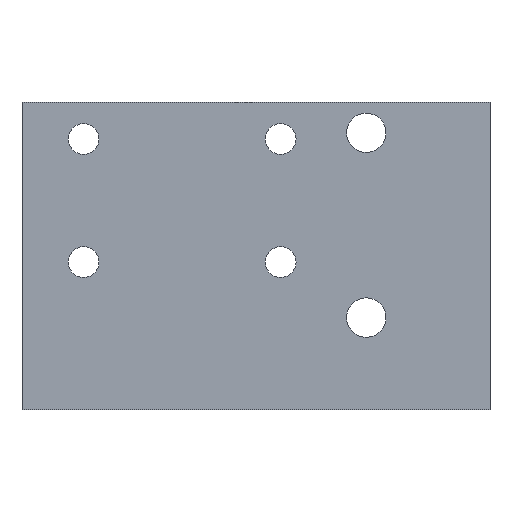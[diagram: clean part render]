
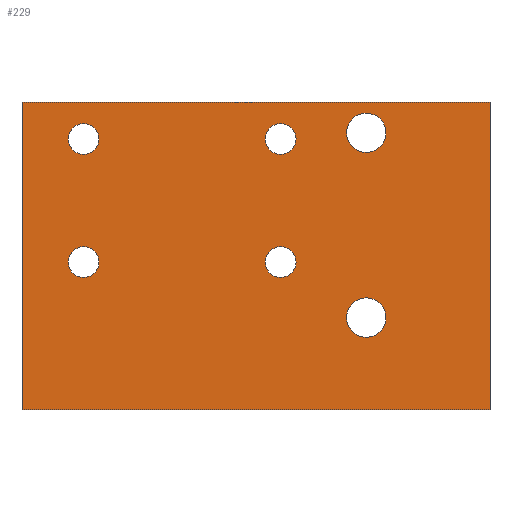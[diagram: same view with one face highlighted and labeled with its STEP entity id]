
A CAD part, front view. The second image highlights one B-rep face of the part: STEP entity #229.
In plain terms, the highlighted planar face has unit normal (0, -1, 0).
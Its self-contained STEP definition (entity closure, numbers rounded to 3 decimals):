
#2 = ORIENTED_EDGE ( 'NONE', *, *, #561, .F. ) ;
#3 = EDGE_CURVE ( 'NONE', #605, #537, #315, .T. ) ;
#7 = CARTESIAN_POINT ( 'NONE',  ( -14., 0., -0.5 ) ) ;
#20 = FACE_BOUND ( 'NONE', #259, .T. ) ;
#25 = ORIENTED_EDGE ( 'NONE', *, *, #330, .F. ) ;
#26 = FACE_BOUND ( 'NONE', #466, .T. ) ;
#30 = VERTEX_POINT ( 'NONE', #484 ) ;
#32 = CIRCLE ( 'NONE', #207, 1.6 ) ;
#34 = VECTOR ( 'NONE', #220, 1000. ) ;
#40 = EDGE_CURVE ( 'NONE', #310, #30, #332, .T. ) ;
#41 = AXIS2_PLACEMENT_3D ( 'NONE', #402, #313, #164 ) ;
#43 = CARTESIAN_POINT ( 'NONE',  ( 2., 0., 0.75 ) ) ;
#49 = CARTESIAN_POINT ( 'NONE',  ( 8.95, 0., -5. ) ) ;
#56 = EDGE_CURVE ( 'NONE', #231, #77, #417, .T. ) ;
#68 = CARTESIAN_POINT ( 'NONE',  ( -19., 0., -12.5 ) ) ;
#77 = VERTEX_POINT ( 'NONE', #104 ) ;
#79 = ORIENTED_EDGE ( 'NONE', *, *, #305, .F. ) ;
#81 = VERTEX_POINT ( 'NONE', #431 ) ;
#82 = CARTESIAN_POINT ( 'NONE',  ( 8.95, 0., -6.6 ) ) ;
#83 = EDGE_CURVE ( 'NONE', #537, #605, #32, .T. ) ;
#84 = DIRECTION ( 'NONE',  ( -1., 0., 0. ) ) ;
#88 = DIRECTION ( 'NONE',  ( 0., -1., 0. ) ) ;
#93 = EDGE_CURVE ( 'NONE', #77, #231, #148, .T. ) ;
#101 = DIRECTION ( 'NONE',  ( 0., 0., -1. ) ) ;
#102 = AXIS2_PLACEMENT_3D ( 'NONE', #391, #238, #370 ) ;
#104 = CARTESIAN_POINT ( 'NONE',  ( -14., 0., 10.75 ) ) ;
#110 = LINE ( 'NONE', #594, #34 ) ;
#129 = ORIENTED_EDGE ( 'NONE', *, *, #3, .F. ) ;
#137 = AXIS2_PLACEMENT_3D ( 'NONE', #376, #387, #145 ) ;
#140 = AXIS2_PLACEMENT_3D ( 'NONE', #386, #303, #487 ) ;
#145 = DIRECTION ( 'NONE',  ( 0., 0., -1. ) ) ;
#148 = CIRCLE ( 'NONE', #137, 1.25 ) ;
#164 = DIRECTION ( 'NONE',  ( 0., 0., -1. ) ) ;
#165 = ORIENTED_EDGE ( 'NONE', *, *, #371, .F. ) ;
#167 = ORIENTED_EDGE ( 'NONE', *, *, #56, .F. ) ;
#169 = EDGE_LOOP ( 'NONE', ( #344, #79 ) ) ;
#175 = DIRECTION ( 'NONE',  ( 0., 0., 1. ) ) ;
#178 = ORIENTED_EDGE ( 'NONE', *, *, #93, .F. ) ;
#181 = AXIS2_PLACEMENT_3D ( 'NONE', #249, #335, #338 ) ;
#186 = CARTESIAN_POINT ( 'NONE',  ( 2., 0., -1.75 ) ) ;
#188 = VERTEX_POINT ( 'NONE', #362 ) ;
#195 = CARTESIAN_POINT ( 'NONE',  ( 8.95, 0., -3.4 ) ) ;
#198 = DIRECTION ( 'NONE',  ( 0., -1., 0. ) ) ;
#204 = DIRECTION ( 'NONE',  ( 0., -1., 0. ) ) ;
#206 = DIRECTION ( 'NONE',  ( 0., -1., 0. ) ) ;
#207 = AXIS2_PLACEMENT_3D ( 'NONE', #531, #204, #329 ) ;
#215 = EDGE_LOOP ( 'NONE', ( #225, #535, #577, #557 ) ) ;
#217 = FACE_BOUND ( 'NONE', #486, .T. ) ;
#220 = DIRECTION ( 'NONE',  ( 1., 0., 0. ) ) ;
#225 = ORIENTED_EDGE ( 'NONE', *, *, #503, .F. ) ;
#229 = ADVANCED_FACE ( 'NONE', ( #20, #397, #493, #599, #217, #26, #562 ), #410, .T. ) ;
#231 = VERTEX_POINT ( 'NONE', #604 ) ;
#232 = CARTESIAN_POINT ( 'NONE',  ( 2., 0., 9.5 ) ) ;
#234 = CARTESIAN_POINT ( 'NONE',  ( 19., 0., -12.5 ) ) ;
#235 = CIRCLE ( 'NONE', #280, 1.25 ) ;
#236 = LINE ( 'NONE', #569, #480 ) ;
#238 = DIRECTION ( 'NONE',  ( 0., -1., 0. ) ) ;
#242 = AXIS2_PLACEMENT_3D ( 'NONE', #444, #206, #558 ) ;
#249 = CARTESIAN_POINT ( 'NONE',  ( -14., 0., 9.5 ) ) ;
#251 = CARTESIAN_POINT ( 'NONE',  ( 8.95, 0., 10. ) ) ;
#259 = EDGE_LOOP ( 'NONE', ( #25, #439 ) ) ;
#260 = CARTESIAN_POINT ( 'NONE',  ( 8.95, 0., 10. ) ) ;
#278 = DIRECTION ( 'NONE',  ( 0., 0., -1. ) ) ;
#280 = AXIS2_PLACEMENT_3D ( 'NONE', #7, #597, #441 ) ;
#284 = CARTESIAN_POINT ( 'NONE',  ( -19., 0., 12.5 ) ) ;
#289 = EDGE_CURVE ( 'NONE', #295, #339, #347, .T. ) ;
#293 = DIRECTION ( 'NONE',  ( 0., -1., 0. ) ) ;
#295 = VERTEX_POINT ( 'NONE', #234 ) ;
#302 = EDGE_LOOP ( 'NONE', ( #167, #178 ) ) ;
#303 = DIRECTION ( 'NONE',  ( 0., -1., 0. ) ) ;
#305 = EDGE_CURVE ( 'NONE', #593, #469, #519, .T. ) ;
#308 = DIRECTION ( 'NONE',  ( 0., -1., 0. ) ) ;
#310 = VERTEX_POINT ( 'NONE', #507 ) ;
#313 = DIRECTION ( 'NONE',  ( 0., -1., 0. ) ) ;
#315 = CIRCLE ( 'NONE', #379, 1.6 ) ;
#328 = DIRECTION ( 'NONE',  ( 0., -1., 0. ) ) ;
#329 = DIRECTION ( 'NONE',  ( 0., 0., -1. ) ) ;
#330 = EDGE_CURVE ( 'NONE', #30, #310, #606, .T. ) ;
#332 = CIRCLE ( 'NONE', #473, 1.6 ) ;
#335 = DIRECTION ( 'NONE',  ( 0., -1., 0. ) ) ;
#336 = DIRECTION ( 'NONE',  ( 0., 0., -1. ) ) ;
#338 = DIRECTION ( 'NONE',  ( 0., 0., -1. ) ) ;
#339 = VERTEX_POINT ( 'NONE', #68 ) ;
#344 = ORIENTED_EDGE ( 'NONE', *, *, #450, .F. ) ;
#347 = LINE ( 'NONE', #544, #590 ) ;
#358 = EDGE_CURVE ( 'NONE', #504, #81, #495, .T. ) ;
#362 = CARTESIAN_POINT ( 'NONE',  ( 2., 0., 10.75 ) ) ;
#369 = EDGE_CURVE ( 'NONE', #615, #422, #110, .T. ) ;
#370 = DIRECTION ( 'NONE',  ( 0., 0., -1. ) ) ;
#371 = EDGE_CURVE ( 'NONE', #81, #504, #235, .T. ) ;
#374 = CIRCLE ( 'NONE', #406, 1.25 ) ;
#376 = CARTESIAN_POINT ( 'NONE',  ( -14., 0., 9.5 ) ) ;
#379 = AXIS2_PLACEMENT_3D ( 'NONE', #49, #293, #101 ) ;
#381 = CARTESIAN_POINT ( 'NONE',  ( 2., 0., 9.5 ) ) ;
#382 = DIRECTION ( 'NONE',  ( 0., 0., -1. ) ) ;
#386 = CARTESIAN_POINT ( 'NONE',  ( 2., 0., -0.5 ) ) ;
#387 = DIRECTION ( 'NONE',  ( 0., -1., 0. ) ) ;
#390 = CIRCLE ( 'NONE', #617, 1.25 ) ;
#391 = CARTESIAN_POINT ( 'NONE',  ( 2., 0., -0.5 ) ) ;
#397 = FACE_BOUND ( 'NONE', #509, .T. ) ;
#401 = ORIENTED_EDGE ( 'NONE', *, *, #358, .F. ) ;
#402 = CARTESIAN_POINT ( 'NONE',  ( 0., 0., 0. ) ) ;
#406 = AXIS2_PLACEMENT_3D ( 'NONE', #232, #88, #278 ) ;
#410 = PLANE ( 'NONE',  #41 ) ;
#417 = CIRCLE ( 'NONE', #181, 1.25 ) ;
#422 = VERTEX_POINT ( 'NONE', #546 ) ;
#431 = CARTESIAN_POINT ( 'NONE',  ( -14., 0., -1.75 ) ) ;
#432 = DIRECTION ( 'NONE',  ( 0., 0., -1. ) ) ;
#439 = ORIENTED_EDGE ( 'NONE', *, *, #40, .F. ) ;
#440 = CIRCLE ( 'NONE', #102, 1.25 ) ;
#441 = DIRECTION ( 'NONE',  ( 0., 0., -1. ) ) ;
#444 = CARTESIAN_POINT ( 'NONE',  ( -14., 0., -0.5 ) ) ;
#446 = ORIENTED_EDGE ( 'NONE', *, *, #83, .F. ) ;
#450 = EDGE_CURVE ( 'NONE', #469, #593, #440, .T. ) ;
#463 = EDGE_CURVE ( 'NONE', #339, #615, #468, .T. ) ;
#466 = EDGE_LOOP ( 'NONE', ( #511, #2 ) ) ;
#468 = LINE ( 'NONE', #517, #625 ) ;
#469 = VERTEX_POINT ( 'NONE', #186 ) ;
#470 = EDGE_CURVE ( 'NONE', #609, #188, #374, .T. ) ;
#473 = AXIS2_PLACEMENT_3D ( 'NONE', #251, #198, #382 ) ;
#480 = VECTOR ( 'NONE', #573, 1000. ) ;
#484 = CARTESIAN_POINT ( 'NONE',  ( 8.95, 0., 8.4 ) ) ;
#486 = EDGE_LOOP ( 'NONE', ( #165, #401 ) ) ;
#487 = DIRECTION ( 'NONE',  ( 0., 0., -1. ) ) ;
#493 = FACE_BOUND ( 'NONE', #169, .T. ) ;
#495 = CIRCLE ( 'NONE', #242, 1.25 ) ;
#503 = EDGE_CURVE ( 'NONE', #422, #295, #236, .T. ) ;
#504 = VERTEX_POINT ( 'NONE', #619 ) ;
#507 = CARTESIAN_POINT ( 'NONE',  ( 8.95, 0., 11.6 ) ) ;
#509 = EDGE_LOOP ( 'NONE', ( #446, #129 ) ) ;
#511 = ORIENTED_EDGE ( 'NONE', *, *, #470, .F. ) ;
#517 = CARTESIAN_POINT ( 'NONE',  ( -19., 0., 12.5 ) ) ;
#519 = CIRCLE ( 'NONE', #140, 1.25 ) ;
#531 = CARTESIAN_POINT ( 'NONE',  ( 8.95, 0., -5. ) ) ;
#535 = ORIENTED_EDGE ( 'NONE', *, *, #369, .F. ) ;
#537 = VERTEX_POINT ( 'NONE', #82 ) ;
#544 = CARTESIAN_POINT ( 'NONE',  ( -19., 0., -12.5 ) ) ;
#546 = CARTESIAN_POINT ( 'NONE',  ( 19., 0., 12.5 ) ) ;
#552 = AXIS2_PLACEMENT_3D ( 'NONE', #260, #308, #432 ) ;
#557 = ORIENTED_EDGE ( 'NONE', *, *, #289, .F. ) ;
#558 = DIRECTION ( 'NONE',  ( 0., 0., -1. ) ) ;
#561 = EDGE_CURVE ( 'NONE', #188, #609, #390, .T. ) ;
#562 = FACE_OUTER_BOUND ( 'NONE', #215, .T. ) ;
#569 = CARTESIAN_POINT ( 'NONE',  ( 19., 0., 12.5 ) ) ;
#573 = DIRECTION ( 'NONE',  ( 0., 0., -1. ) ) ;
#577 = ORIENTED_EDGE ( 'NONE', *, *, #463, .F. ) ;
#580 = CARTESIAN_POINT ( 'NONE',  ( 2., 0., 8.25 ) ) ;
#590 = VECTOR ( 'NONE', #84, 1000. ) ;
#593 = VERTEX_POINT ( 'NONE', #43 ) ;
#594 = CARTESIAN_POINT ( 'NONE',  ( -19., 0., 12.5 ) ) ;
#597 = DIRECTION ( 'NONE',  ( 0., -1., 0. ) ) ;
#599 = FACE_BOUND ( 'NONE', #302, .T. ) ;
#604 = CARTESIAN_POINT ( 'NONE',  ( -14., 0., 8.25 ) ) ;
#605 = VERTEX_POINT ( 'NONE', #195 ) ;
#606 = CIRCLE ( 'NONE', #552, 1.6 ) ;
#609 = VERTEX_POINT ( 'NONE', #580 ) ;
#615 = VERTEX_POINT ( 'NONE', #284 ) ;
#617 = AXIS2_PLACEMENT_3D ( 'NONE', #381, #328, #336 ) ;
#619 = CARTESIAN_POINT ( 'NONE',  ( -14., 0., 0.75 ) ) ;
#625 = VECTOR ( 'NONE', #175, 1000. ) ;
